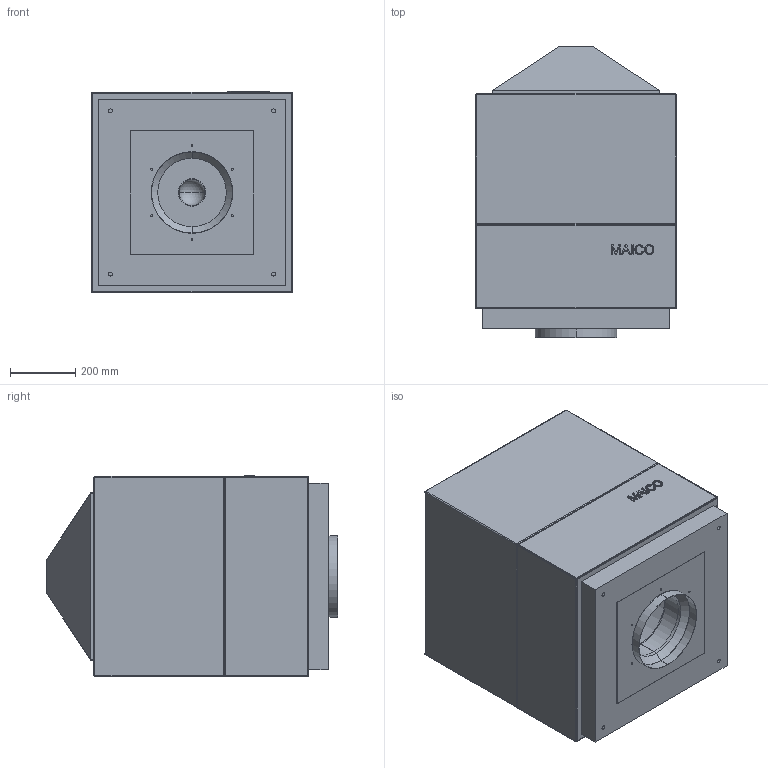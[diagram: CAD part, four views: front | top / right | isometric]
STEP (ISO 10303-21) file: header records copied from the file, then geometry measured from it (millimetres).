
FILE_DESCRIPTION (( 'STEP AP214' ), '1' );
FILE_NAME ('SDA_25.step', '2009-07-11T15:07:20', ( 'Wolfgang Schmidt' ), ( 'WS-KO' ), 'SwSTEP 2.0', 'SolidWorks 2008', '' );
FILE_SCHEMA (( 'AUTOMOTIVE_DESIGN' ));
Length unit declared in the file: millimetre
Products named in the file (1): SDA_25
Bounding box: 614 x 893 x 617 mm (x, y, z)
Volume: 71642930.7 mm3; surface area: 8692335 mm2
Topology: 3 solids, 3 shells, 323 faces, 784 edges, 474 vertices
Faces by surface type: plane 177, cylinder 76, bspline 36, sphere 32, cone 2
Entity records: 11391 total; most frequent: CARTESIAN_POINT 4022, ORIENTED_EDGE 1504, DIRECTION 1424, EDGE_CURVE 752, VECTOR 512, LINE 512, VERTEX_POINT 474, AXIS2_PLACEMENT_3D 456
